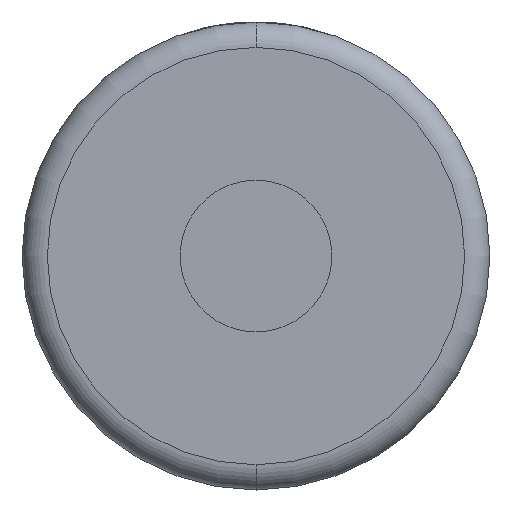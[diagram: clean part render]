
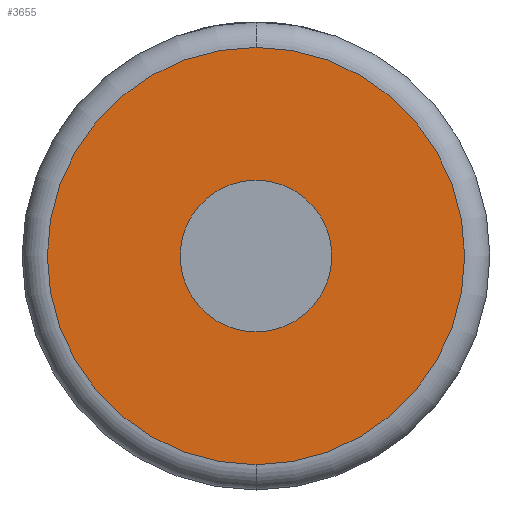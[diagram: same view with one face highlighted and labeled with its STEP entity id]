
A CAD part, front view. The second image highlights one B-rep face of the part: STEP entity #3655.
In plain terms, the highlighted planar face has unit normal (0, -1, 0).
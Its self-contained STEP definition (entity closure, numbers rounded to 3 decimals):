
#306 = AXIS2_PLACEMENT_3D ( 'NONE', #2625, #1401, #1720 ) ;
#345 = DIRECTION ( 'NONE',  ( 0., -1., 0. ) ) ;
#378 = ORIENTED_EDGE ( 'NONE', *, *, #2990, .T. ) ;
#616 = VERTEX_POINT ( 'NONE', #2898 ) ;
#648 = DIRECTION ( 'NONE',  ( 0., 0., 1. ) ) ;
#683 = EDGE_CURVE ( 'NONE', #1544, #2506, #2494, .T. ) ;
#732 = CIRCLE ( 'NONE', #3340, 6. ) ;
#1069 = CIRCLE ( 'NONE', #1145, 16.5 ) ;
#1145 = AXIS2_PLACEMENT_3D ( 'NONE', #3040, #345, #648 ) ;
#1250 = AXIS2_PLACEMENT_3D ( 'NONE', #3211, #3221, #2050 ) ;
#1401 = DIRECTION ( 'NONE',  ( 0., -1., 0. ) ) ;
#1463 = CARTESIAN_POINT ( 'NONE',  ( 0., 0., -16.5 ) ) ;
#1544 = VERTEX_POINT ( 'NONE', #1608 ) ;
#1608 = CARTESIAN_POINT ( 'NONE',  ( 0., 0., -6. ) ) ;
#1640 = EDGE_LOOP ( 'NONE', ( #2998, #2975 ) ) ;
#1720 = DIRECTION ( 'NONE',  ( 0., 0., 1. ) ) ;
#1824 = FACE_OUTER_BOUND ( 'NONE', #2642, .T. ) ;
#2050 = DIRECTION ( 'NONE',  ( 0., 0., 1. ) ) ;
#2335 = ORIENTED_EDGE ( 'NONE', *, *, #2347, .T. ) ;
#2347 = EDGE_CURVE ( 'NONE', #2762, #616, #3493, .T. ) ;
#2430 = CARTESIAN_POINT ( 'NONE',  ( 0., 0., 0. ) ) ;
#2456 = DIRECTION ( 'NONE',  ( 0., 0., 1. ) ) ;
#2468 = DIRECTION ( 'NONE',  ( 0., -1., 0. ) ) ;
#2482 = PLANE ( 'NONE',  #3777 ) ;
#2494 = CIRCLE ( 'NONE', #1250, 6. ) ;
#2506 = VERTEX_POINT ( 'NONE', #3305 ) ;
#2625 = CARTESIAN_POINT ( 'NONE',  ( 0., 0., 0. ) ) ;
#2642 = EDGE_LOOP ( 'NONE', ( #378, #2335 ) ) ;
#2762 = VERTEX_POINT ( 'NONE', #1463 ) ;
#2800 = DIRECTION ( 'NONE',  ( 0., 1., 0. ) ) ;
#2898 = CARTESIAN_POINT ( 'NONE',  ( 0., 0., 16.5 ) ) ;
#2906 = EDGE_CURVE ( 'NONE', #2506, #1544, #732, .T. ) ;
#2926 = FACE_BOUND ( 'NONE', #1640, .T. ) ;
#2975 = ORIENTED_EDGE ( 'NONE', *, *, #683, .F. ) ;
#2990 = EDGE_CURVE ( 'NONE', #616, #2762, #1069, .T. ) ;
#2998 = ORIENTED_EDGE ( 'NONE', *, *, #2906, .F. ) ;
#3040 = CARTESIAN_POINT ( 'NONE',  ( 0., 0., 0. ) ) ;
#3093 = DIRECTION ( 'NONE',  ( 0., 0., 1. ) ) ;
#3211 = CARTESIAN_POINT ( 'NONE',  ( 0., 0., 0. ) ) ;
#3221 = DIRECTION ( 'NONE',  ( 0., -1., 0. ) ) ;
#3305 = CARTESIAN_POINT ( 'NONE',  ( 0., 0., 6. ) ) ;
#3340 = AXIS2_PLACEMENT_3D ( 'NONE', #2430, #2468, #2456 ) ;
#3493 = CIRCLE ( 'NONE', #306, 16.5 ) ;
#3655 = ADVANCED_FACE ( 'NONE', ( #1824, #2926 ), #2482, .F. ) ;
#3672 = CARTESIAN_POINT ( 'NONE',  ( 0., 0., 0. ) ) ;
#3777 = AXIS2_PLACEMENT_3D ( 'NONE', #3672, #2800, #3093 ) ;
